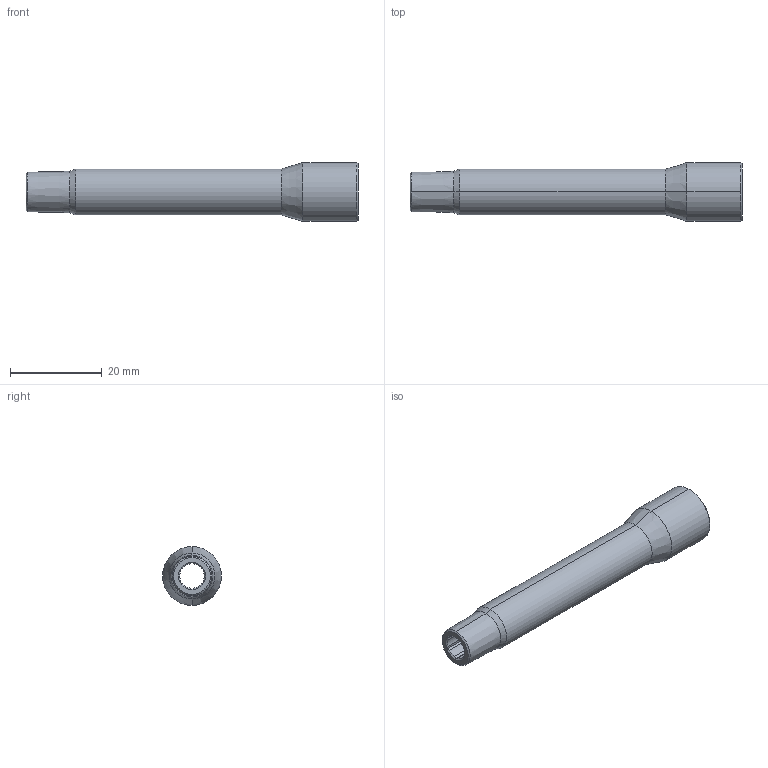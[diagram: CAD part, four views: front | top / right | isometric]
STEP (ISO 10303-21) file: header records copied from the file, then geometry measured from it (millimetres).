
FILE_DESCRIPTION (( 'STEP AP214' ), '1' );
FILE_NAME ('TH18-75.STEP', '2013-06-25T11:09:48', ( '' ), ( '' ), 'SwSTEP 2.0', 'SolidWorks 2011', '' );
FILE_SCHEMA (( 'AUTOMOTIVE_DESIGN' ));
Length unit declared in the file: millimetre
Products named in the file (2): TH18-75; TH18-75_75
Assembly tree (1 placements, depth 2):
  TH18-75
    TH18-75_75
Bounding box: 72.3 x 12.8 x 12.8 mm (x, y, z)
Volume: 3887.7 mm3; surface area: 3910.2 mm2
Topology: 1 solids, 1 shells, 49 faces, 114 edges, 68 vertices
Faces by surface type: cone 18, cylinder 16, plane 15
Entity records: 1507 total; most frequent: CARTESIAN_POINT 307, DIRECTION 240, ORIENTED_EDGE 228, EDGE_CURVE 114, AXIS2_PLACEMENT_3D 97, VERTEX_POINT 68, EDGE_LOOP 52, ADVANCED_FACE 49
